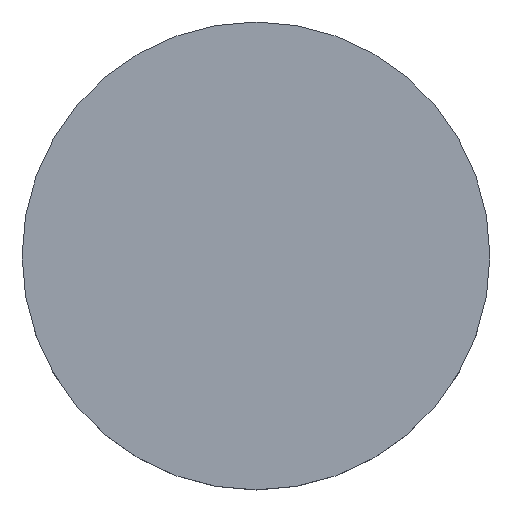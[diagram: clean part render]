
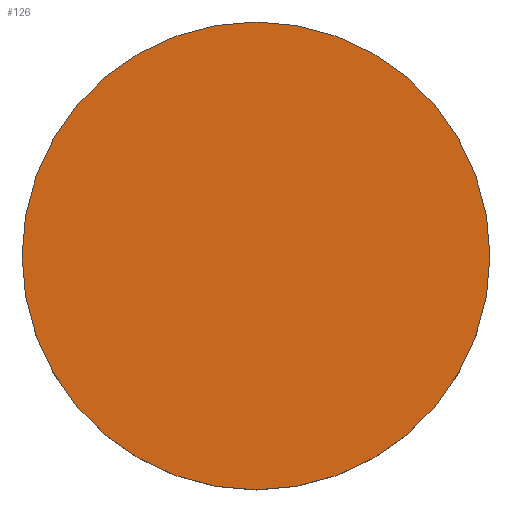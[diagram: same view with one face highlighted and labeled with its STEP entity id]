
A CAD part, top view. The second image highlights one B-rep face of the part: STEP entity #126.
In plain terms, the highlighted planar face has unit normal (0, 0, 1).
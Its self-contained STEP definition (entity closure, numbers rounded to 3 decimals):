
#16 = ORIENTED_EDGE ( 'NONE', *, *, #154, .F. ) ;
#27 = DIRECTION ( 'NONE',  ( 1., 0., 0. ) ) ;
#30 = CARTESIAN_POINT ( 'NONE',  ( 0., 0., 4. ) ) ;
#77 = AXIS2_PLACEMENT_3D ( 'NONE', #85, #206, #92 ) ;
#80 = ORIENTED_EDGE ( 'NONE', *, *, #174, .F. ) ;
#85 = CARTESIAN_POINT ( 'NONE',  ( 0., 26.112, 4. ) ) ;
#92 = DIRECTION ( 'NONE',  ( 1., 0., 0. ) ) ;
#93 = CIRCLE ( 'NONE', #216, 12.7 ) ;
#95 = EDGE_LOOP ( 'NONE', ( #80, #16 ) ) ;
#125 = VERTEX_POINT ( 'NONE', #223 ) ;
#126 = ADVANCED_FACE ( 'NONE', ( #142 ), #162, .T. ) ;
#142 = FACE_OUTER_BOUND ( 'NONE', #95, .T. ) ;
#148 = CARTESIAN_POINT ( 'NONE',  ( 12.7, 0., 4. ) ) ;
#150 = CIRCLE ( 'NONE', #213, 12.7 ) ;
#154 = EDGE_CURVE ( 'NONE', #125, #235, #150, .T. ) ;
#162 = PLANE ( 'NONE',  #77 ) ;
#169 = DIRECTION ( 'NONE',  ( 0., 0., -1. ) ) ;
#174 = EDGE_CURVE ( 'NONE', #235, #125, #93, .T. ) ;
#186 = CARTESIAN_POINT ( 'NONE',  ( 0., 0., 4. ) ) ;
#190 = DIRECTION ( 'NONE',  ( 0., 0., -1. ) ) ;
#206 = DIRECTION ( 'NONE',  ( 0., 0., 1. ) ) ;
#213 = AXIS2_PLACEMENT_3D ( 'NONE', #30, #169, #227 ) ;
#216 = AXIS2_PLACEMENT_3D ( 'NONE', #186, #190, #27 ) ;
#223 = CARTESIAN_POINT ( 'NONE',  ( -12.7, 0., 4. ) ) ;
#227 = DIRECTION ( 'NONE',  ( 1., 0., 0. ) ) ;
#235 = VERTEX_POINT ( 'NONE', #148 ) ;
